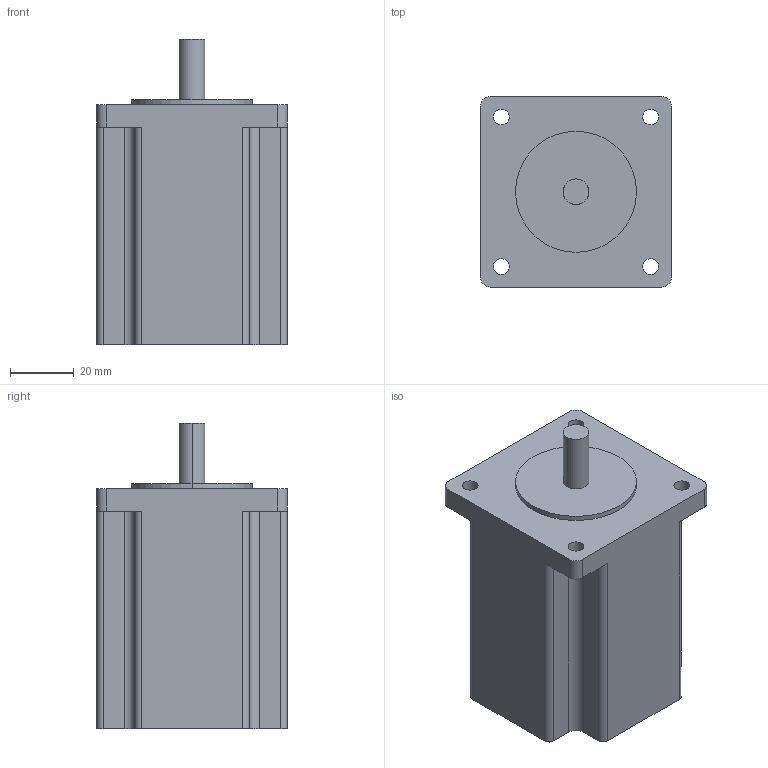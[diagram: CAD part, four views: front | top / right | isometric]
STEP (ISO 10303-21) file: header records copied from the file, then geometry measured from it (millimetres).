
FILE_DESCRIPTION (( 'STEP AP203' ), '1' );
FILE_NAME ('2_Default_sldprt.STEP', '2021-04-17T06:21:32', ( '' ), ( '' ), 'SwSTEP 2.0', 'SolidWorks 2013', '' );
FILE_SCHEMA (( 'CONFIG_CONTROL_DESIGN' ));
Length unit declared in the file: millimetre
Products named in the file (1): 2_Default_sldprt
Bounding box: 60 x 60 x 96.1 mm (x, y, z)
Volume: 234688.3 mm3; surface area: 25442.5 mm2
Topology: 1 solids, 1 shells, 51 faces, 138 edges, 92 vertices
Faces by surface type: cylinder 30, plane 21
Entity records: 1725 total; most frequent: DIRECTION 302, CARTESIAN_POINT 282, ORIENTED_EDGE 276, EDGE_CURVE 138, AXIS2_PLACEMENT_3D 112, VERTEX_POINT 92, LINE 78, VECTOR 78
